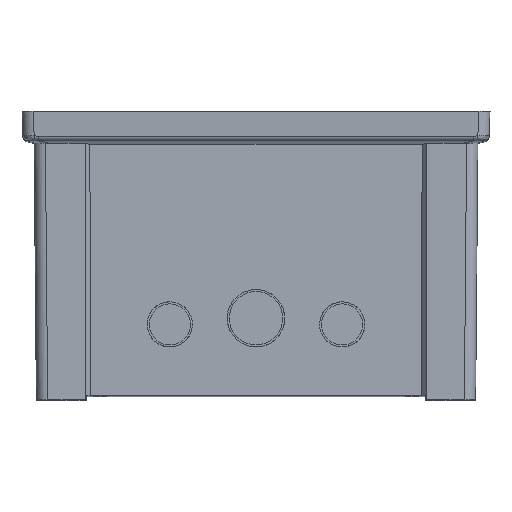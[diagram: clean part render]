
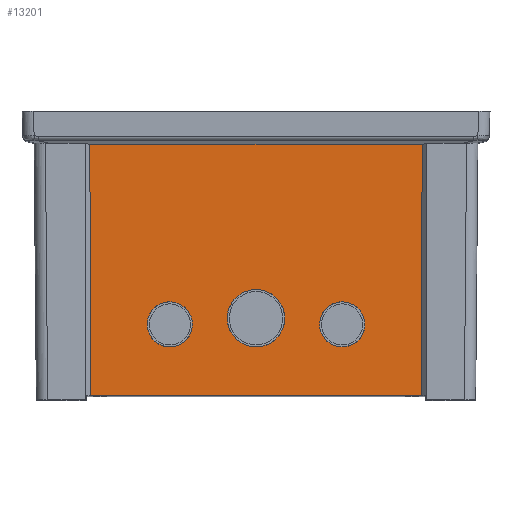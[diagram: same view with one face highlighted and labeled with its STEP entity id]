
A CAD part, top view. The second image highlights one B-rep face of the part: STEP entity #13201.
In plain terms, the highlighted planar face has unit normal (0, -0.009, 1).
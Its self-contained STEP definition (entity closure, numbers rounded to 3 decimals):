
#3821=DIRECTION('',(0.001,1.,0.009));
#3822=VECTOR('',#3821,122.363);
#3823=CARTESIAN_POINT('',(80.781,-138.5,129.369));
#3824=LINE('',#3823,#3822);
#3825=DIRECTION('',(1.,0.,0.));
#3826=VECTOR('',#3825,161.562);
#3827=CARTESIAN_POINT('',(-80.781,-138.5,129.369));
#3828=LINE('',#3827,#3826);
#3829=DIRECTION('',(0.001,-1.,-0.009));
#3830=VECTOR('',#3829,122.363);
#3831=CARTESIAN_POINT('',(-80.893,-16.141,
130.436));
#3832=LINE('',#3831,#3830);
#3833=DIRECTION('',(-1.,0.,0.));
#3834=VECTOR('',#3833,161.786);
#3835=CARTESIAN_POINT('',(80.893,-16.141,130.436));
#3836=LINE('',#3835,#3834);
#3837=CARTESIAN_POINT('',(14.,-100.8,129.698));
#3838=CARTESIAN_POINT('',(14.,-99.15,129.712));
#3839=CARTESIAN_POINT('',(13.403,-95.586,129.743));
#3840=CARTESIAN_POINT('',(10.193,-90.604,129.786));
#3841=CARTESIAN_POINT('',(6.052,-87.934,129.81));
#3842=CARTESIAN_POINT('',(2.529,-86.947,129.818));
#3843=CARTESIAN_POINT('',(0.,-86.726,129.82));
#3844=CARTESIAN_POINT('',(-2.529,-86.947,
129.818));
#3845=CARTESIAN_POINT('',(-6.052,-87.934,
129.81));
#3846=CARTESIAN_POINT('',(-10.193,-90.604,
129.786));
#3847=CARTESIAN_POINT('',(-13.403,-95.586,
129.743));
#3848=CARTESIAN_POINT('',(-14.,-99.15,129.712));
#3849=CARTESIAN_POINT('',(-14.,-100.8,129.698));
#3851=CARTESIAN_POINT('',(-14.,-100.8,129.698));
#3852=CARTESIAN_POINT('',(-14.,-102.45,129.683));
#3853=CARTESIAN_POINT('',(-13.403,-106.014,
129.652));
#3854=CARTESIAN_POINT('',(-10.193,-110.996,
129.609));
#3855=CARTESIAN_POINT('',(-6.052,-113.666,
129.585));
#3856=CARTESIAN_POINT('',(-2.529,-114.653,
129.577));
#3857=CARTESIAN_POINT('',(0.,-114.874,129.575));
#3858=CARTESIAN_POINT('',(2.529,-114.653,129.577));
#3859=CARTESIAN_POINT('',(6.052,-113.666,129.585));
#3860=CARTESIAN_POINT('',(10.193,-110.996,129.609));
#3861=CARTESIAN_POINT('',(13.403,-106.014,129.652));
#3862=CARTESIAN_POINT('',(14.,-102.45,129.683));
#3863=CARTESIAN_POINT('',(14.,-100.8,129.698));
#3865=CARTESIAN_POINT('',(-31.,-103.8,129.671));
#3866=CARTESIAN_POINT('',(-31.,-102.504,129.683));
#3867=CARTESIAN_POINT('',(-31.469,-99.703,
129.707));
#3868=CARTESIAN_POINT('',(-33.991,-95.789,
129.741));
#3869=CARTESIAN_POINT('',(-37.245,-93.691,
129.76));
#3870=CARTESIAN_POINT('',(-40.013,-92.916,
129.766));
#3871=CARTESIAN_POINT('',(-42.,-92.742,129.768));
#3872=CARTESIAN_POINT('',(-43.987,-92.916,
129.766));
#3873=CARTESIAN_POINT('',(-46.755,-93.691,
129.76));
#3874=CARTESIAN_POINT('',(-50.009,-95.789,
129.741));
#3875=CARTESIAN_POINT('',(-52.531,-99.703,
129.707));
#3876=CARTESIAN_POINT('',(-53.,-102.504,129.683));
#3877=CARTESIAN_POINT('',(-53.,-103.8,129.671));
#3879=CARTESIAN_POINT('',(-53.,-103.8,129.671));
#3880=CARTESIAN_POINT('',(-53.,-105.096,129.66));
#3881=CARTESIAN_POINT('',(-52.531,-107.897,
129.636));
#3882=CARTESIAN_POINT('',(-50.009,-111.811,
129.601));
#3883=CARTESIAN_POINT('',(-46.755,-113.909,
129.583));
#3884=CARTESIAN_POINT('',(-43.987,-114.684,
129.576));
#3885=CARTESIAN_POINT('',(-42.,-114.858,129.575));
#3886=CARTESIAN_POINT('',(-40.013,-114.684,
129.576));
#3887=CARTESIAN_POINT('',(-37.245,-113.909,
129.583));
#3888=CARTESIAN_POINT('',(-33.991,-111.811,
129.601));
#3889=CARTESIAN_POINT('',(-31.469,-107.897,
129.636));
#3890=CARTESIAN_POINT('',(-31.,-105.096,129.66));
#3891=CARTESIAN_POINT('',(-31.,-103.8,129.671));
#3893=CARTESIAN_POINT('',(53.,-103.8,129.671));
#3894=CARTESIAN_POINT('',(53.,-102.504,129.683));
#3895=CARTESIAN_POINT('',(52.531,-99.703,129.707));
#3896=CARTESIAN_POINT('',(50.009,-95.789,129.741));
#3897=CARTESIAN_POINT('',(46.755,-93.691,129.76));
#3898=CARTESIAN_POINT('',(43.987,-92.916,129.766));
#3899=CARTESIAN_POINT('',(42.,-92.742,129.768));
#3900=CARTESIAN_POINT('',(40.013,-92.916,129.766));
#3901=CARTESIAN_POINT('',(37.245,-93.691,129.76));
#3902=CARTESIAN_POINT('',(33.991,-95.789,129.741));
#3903=CARTESIAN_POINT('',(31.469,-99.703,129.707));
#3904=CARTESIAN_POINT('',(31.,-102.504,129.683));
#3905=CARTESIAN_POINT('',(31.,-103.8,129.671));
#3907=CARTESIAN_POINT('',(31.,-103.8,129.671));
#3908=CARTESIAN_POINT('',(31.,-105.096,129.66));
#3909=CARTESIAN_POINT('',(31.469,-107.897,129.636));
#3910=CARTESIAN_POINT('',(33.991,-111.811,129.601));
#3911=CARTESIAN_POINT('',(37.245,-113.909,129.583));
#3912=CARTESIAN_POINT('',(40.013,-114.684,129.576));
#3913=CARTESIAN_POINT('',(42.,-114.858,129.575));
#3914=CARTESIAN_POINT('',(43.987,-114.684,129.576));
#3915=CARTESIAN_POINT('',(46.755,-113.909,129.583));
#3916=CARTESIAN_POINT('',(50.009,-111.811,129.601));
#3917=CARTESIAN_POINT('',(52.531,-107.897,129.636));
#3918=CARTESIAN_POINT('',(53.,-105.096,129.66));
#3919=CARTESIAN_POINT('',(53.,-103.8,129.671));
#5742=CARTESIAN_POINT('',(80.781,-138.5,129.369));
#5743=VERTEX_POINT('',#5742);
#5744=CARTESIAN_POINT('',(-80.781,-138.5,129.369));
#5745=VERTEX_POINT('',#5744);
#6516=CARTESIAN_POINT('',(80.893,-16.141,130.436));
#6517=CARTESIAN_POINT('',(-80.893,-16.141,
130.436));
#6518=VERTEX_POINT('',#6516);
#6519=VERTEX_POINT('',#6517);
#6604=VERTEX_POINT('',#3837);
#6605=VERTEX_POINT('',#3849);
#6606=VERTEX_POINT('',#3865);
#6607=VERTEX_POINT('',#3877);
#6608=VERTEX_POINT('',#3893);
#6609=VERTEX_POINT('',#3905);
#13171=CARTESIAN_POINT('',(0.,-77.321,129.902));
#13172=DIRECTION('',(0.,-0.009,1.));
#13173=DIRECTION('',(0.,-1.,-0.009));
#13174=AXIS2_PLACEMENT_3D('',#13171,#13172,#13173);
#13175=PLANE('',#13174);
#13176=ORIENTED_EDGE('',*,*,#13144,.F.);
#13177=ORIENTED_EDGE('',*,*,#12714,.F.);
#13179=ORIENTED_EDGE('',*,*,#13178,.F.);
#13180=ORIENTED_EDGE('',*,*,#13154,.F.);
#13181=EDGE_LOOP('',(#13176,#13177,#13179,#13180));
#13182=FACE_OUTER_BOUND('',#13181,.F.);
#13184=ORIENTED_EDGE('',*,*,#13183,.T.);
#13186=ORIENTED_EDGE('',*,*,#13185,.T.);
#13187=EDGE_LOOP('',(#13184,#13186));
#13188=FACE_BOUND('',#13187,.F.);
#13190=ORIENTED_EDGE('',*,*,#13189,.T.);
#13192=ORIENTED_EDGE('',*,*,#13191,.T.);
#13193=EDGE_LOOP('',(#13190,#13192));
#13194=FACE_BOUND('',#13193,.F.);
#13196=ORIENTED_EDGE('',*,*,#13195,.T.);
#13198=ORIENTED_EDGE('',*,*,#13197,.T.);
#13199=EDGE_LOOP('',(#13196,#13198));
#13200=FACE_BOUND('',#13199,.F.);
#13201=ADVANCED_FACE('',(#13182,#13188,#13194,#13200),#13175,.T.);
#3850=B_SPLINE_CURVE_WITH_KNOTS('',3,(#3837,#3838,#3839,#3840,#3841,#3842,#3843,
#3844,#3845,#3846,#3847,#3848,#3849),.UNSPECIFIED.,.F.,.F.,(4,1,1,1,1,1,1,1,1,1,
4),(0.,0.125,0.25,0.375,0.438,0.5,0.563,0.625,0.75,0.875,
1.),.UNSPECIFIED.);
#3864=B_SPLINE_CURVE_WITH_KNOTS('',3,(#3851,#3852,#3853,#3854,#3855,#3856,#3857,
#3858,#3859,#3860,#3861,#3862,#3863),.UNSPECIFIED.,.F.,.F.,(4,1,1,1,1,1,1,1,1,1,
4),(0.,0.125,0.25,0.375,0.438,0.5,0.563,0.625,0.75,0.875,
1.),.UNSPECIFIED.);
#3878=B_SPLINE_CURVE_WITH_KNOTS('',3,(#3865,#3866,#3867,#3868,#3869,#3870,#3871,
#3872,#3873,#3874,#3875,#3876,#3877),.UNSPECIFIED.,.F.,.F.,(4,1,1,1,1,1,1,1,1,1,
4),(0.,0.125,0.25,0.375,0.438,0.5,0.563,0.625,0.75,0.875,
1.),.UNSPECIFIED.);
#3892=B_SPLINE_CURVE_WITH_KNOTS('',3,(#3879,#3880,#3881,#3882,#3883,#3884,#3885,
#3886,#3887,#3888,#3889,#3890,#3891),.UNSPECIFIED.,.F.,.F.,(4,1,1,1,1,1,1,1,1,1,
4),(0.,0.125,0.25,0.375,0.438,0.5,0.563,0.625,0.75,0.875,
1.),.UNSPECIFIED.);
#3906=B_SPLINE_CURVE_WITH_KNOTS('',3,(#3893,#3894,#3895,#3896,#3897,#3898,#3899,
#3900,#3901,#3902,#3903,#3904,#3905),.UNSPECIFIED.,.F.,.F.,(4,1,1,1,1,1,1,1,1,1,
4),(0.,0.125,0.25,0.375,0.438,0.5,0.563,0.625,0.75,0.875,
1.),.UNSPECIFIED.);
#3920=B_SPLINE_CURVE_WITH_KNOTS('',3,(#3907,#3908,#3909,#3910,#3911,#3912,#3913,
#3914,#3915,#3916,#3917,#3918,#3919),.UNSPECIFIED.,.F.,.F.,(4,1,1,1,1,1,1,1,1,1,
4),(0.,0.125,0.25,0.375,0.438,0.5,0.563,0.625,0.75,0.875,
1.),.UNSPECIFIED.);
#12714=EDGE_CURVE('',#5745,#5743,#3828,.T.);
#13144=EDGE_CURVE('',#5743,#6518,#3824,.T.);
#13154=EDGE_CURVE('',#6518,#6519,#3836,.T.);
#13178=EDGE_CURVE('',#6519,#5745,#3832,.T.);
#13183=EDGE_CURVE('',#6604,#6605,#3850,.T.);
#13185=EDGE_CURVE('',#6605,#6604,#3864,.T.);
#13189=EDGE_CURVE('',#6606,#6607,#3878,.T.);
#13191=EDGE_CURVE('',#6607,#6606,#3892,.T.);
#13195=EDGE_CURVE('',#6608,#6609,#3906,.T.);
#13197=EDGE_CURVE('',#6609,#6608,#3920,.T.);
